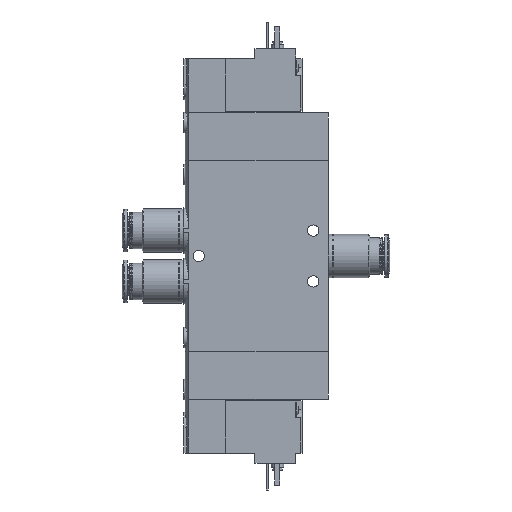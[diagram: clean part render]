
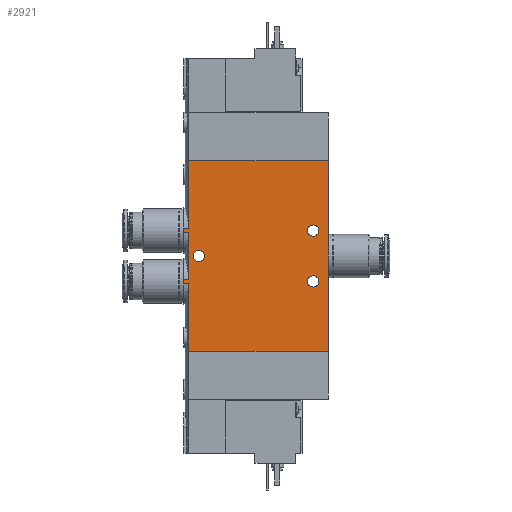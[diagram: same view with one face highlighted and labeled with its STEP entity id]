
A CAD part, left-side view. The second image highlights one B-rep face of the part: STEP entity #2921.
In plain terms, the highlighted face is planar.
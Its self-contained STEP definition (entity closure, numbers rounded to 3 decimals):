
#88=PLANE('',#3498);
#241=CIRCLE('',#3486,2.2);
#243=CIRCLE('',#3489,2.2);
#248=CIRCLE('',#3499,2.2);
#440=ORIENTED_EDGE('',*,*,#1195,.T.);
#441=ORIENTED_EDGE('',*,*,#1220,.T.);
#442=ORIENTED_EDGE('',*,*,#1211,.F.);
#443=ORIENTED_EDGE('',*,*,#1184,.T.);
#444=ORIENTED_EDGE('',*,*,#1197,.T.);
#445=ORIENTED_EDGE('',*,*,#1186,.T.);
#446=ORIENTED_EDGE('',*,*,#1215,.F.);
#447=ORIENTED_EDGE('',*,*,#1176,.T.);
#448=ORIENTED_EDGE('',*,*,#1200,.T.);
#449=ORIENTED_EDGE('',*,*,#1178,.T.);
#450=ORIENTED_EDGE('',*,*,#1207,.F.);
#451=ORIENTED_EDGE('',*,*,#1221,.F.);
#452=ORIENTED_EDGE('',*,*,#1205,.F.);
#453=ORIENTED_EDGE('',*,*,#1203,.F.);
#454=ORIENTED_EDGE('',*,*,#1222,.F.);
#1176=EDGE_CURVE('',#1577,#1576,#1862,.F.);
#1178=EDGE_CURVE('',#1578,#1579,#1863,.T.);
#1184=EDGE_CURVE('',#1585,#1584,#1866,.F.);
#1186=EDGE_CURVE('',#1586,#1587,#1867,.T.);
#1195=EDGE_CURVE('',#1596,#1595,#1871,.T.);
#1197=EDGE_CURVE('',#1584,#1586,#1873,.T.);
#1200=EDGE_CURVE('',#1576,#1578,#1875,.T.);
#1203=EDGE_CURVE('',#1599,#1599,#241,.F.);
#1205=EDGE_CURVE('',#1601,#1601,#243,.F.);
#1207=EDGE_CURVE('',#1603,#1579,#1877,.T.);
#1211=EDGE_CURVE('',#1585,#1606,#1879,.T.);
#1215=EDGE_CURVE('',#1577,#1587,#1881,.T.);
#1220=EDGE_CURVE('',#1595,#1606,#1885,.T.);
#1221=EDGE_CURVE('',#1596,#1603,#1886,.T.);
#1222=EDGE_CURVE('',#1610,#1610,#248,.F.);
#1576=VERTEX_POINT('',#4724);
#1577=VERTEX_POINT('',#4726);
#1578=VERTEX_POINT('',#4739);
#1579=VERTEX_POINT('',#4740);
#1584=VERTEX_POINT('',#4761);
#1585=VERTEX_POINT('',#4763);
#1586=VERTEX_POINT('',#4776);
#1587=VERTEX_POINT('',#4777);
#1595=VERTEX_POINT('',#4803);
#1596=VERTEX_POINT('',#4805);
#1599=VERTEX_POINT('',#4819);
#1601=VERTEX_POINT('',#4824);
#1603=VERTEX_POINT('',#4829);
#1606=VERTEX_POINT('',#4848);
#1610=VERTEX_POINT('',#4876);
#1862=LINE('',#4725,#2062);
#1863=LINE('',#4738,#2063);
#1866=LINE('',#4762,#2066);
#1867=LINE('',#4775,#2067);
#1871=LINE('',#4804,#2071);
#1873=LINE('',#4808,#2073);
#1875=LINE('',#4813,#2075);
#1877=LINE('',#4828,#2077);
#1879=LINE('',#4847,#2079);
#1881=LINE('',#4865,#2081);
#1885=LINE('',#4873,#2085);
#1886=LINE('',#4874,#2086);
#2062=VECTOR('',#3825,1000.);
#2063=VECTOR('',#3828,1000.);
#2066=VECTOR('',#3837,1000.);
#2067=VECTOR('',#3840,1000.);
#2071=VECTOR('',#3854,1000.);
#2073=VECTOR('',#3858,1000.);
#2075=VECTOR('',#3864,1000.);
#2077=VECTOR('',#3882,1000.);
#2079=VECTOR('',#3888,1000.);
#2081=VECTOR('',#3894,1000.);
#2085=VECTOR('',#3904,1000.);
#2086=VECTOR('',#3905,1000.);
#2286=EDGE_LOOP('',(#440,#441,#442,#443,#444,#445,#446,#447,#448,#449,#450,
#451));
#2287=EDGE_LOOP('',(#452));
#2288=EDGE_LOOP('',(#453));
#2289=EDGE_LOOP('',(#454));
#2573=FACE_BOUND('',#2286,.T.);
#2574=FACE_BOUND('',#2287,.T.);
#2575=FACE_BOUND('',#2288,.T.);
#2576=FACE_BOUND('',#2289,.T.);
#2921=ADVANCED_FACE('',(#2573,#2574,#2575,#2576),#88,.F.);
#3486=AXIS2_PLACEMENT_3D('',#4818,#3870,#3871);
#3489=AXIS2_PLACEMENT_3D('',#4823,#3876,#3877);
#3498=AXIS2_PLACEMENT_3D('',#4872,#3902,#3903);
#3499=AXIS2_PLACEMENT_3D('',#4875,#3906,#3907);
#3825=DIRECTION('',(0.,-1.,0.));
#3828=DIRECTION('',(0.,-1.,0.));
#3837=DIRECTION('',(0.,-1.,0.));
#3840=DIRECTION('',(0.,-1.,0.));
#3854=DIRECTION('',(-1.,0.,0.));
#3858=DIRECTION('',(1.,0.,0.));
#3864=DIRECTION('',(1.,0.,0.));
#3870=DIRECTION('',(0.,0.,1.));
#3871=DIRECTION('',(1.,0.,0.));
#3876=DIRECTION('',(0.,0.,1.));
#3877=DIRECTION('',(1.,0.,0.));
#3882=DIRECTION('',(-1.,0.,0.));
#3888=DIRECTION('',(-1.,0.,0.));
#3894=DIRECTION('',(-1.,0.,0.));
#3902=DIRECTION('',(0.,0.,1.));
#3903=DIRECTION('',(1.,0.,0.));
#3904=DIRECTION('',(0.,1.,0.));
#3905=DIRECTION('',(0.,1.,0.));
#3906=DIRECTION('',(0.,0.,1.));
#3907=DIRECTION('',(1.,0.,0.));
#4724=CARTESIAN_POINT('',(46.55,57.,-9.));
#4725=CARTESIAN_POINT('',(46.55,0.,-9.));
#4726=CARTESIAN_POINT('',(46.55,55.018,-9.));
#4738=CARTESIAN_POINT('',(48.45,0.,-9.));
#4739=CARTESIAN_POINT('',(48.45,57.,-9.));
#4740=CARTESIAN_POINT('',(48.45,55.018,-9.));
#4761=CARTESIAN_POINT('',(26.55,57.,-9.));
#4762=CARTESIAN_POINT('',(26.55,0.,-9.));
#4763=CARTESIAN_POINT('',(26.55,55.018,-9.));
#4775=CARTESIAN_POINT('',(28.45,0.,-9.));
#4776=CARTESIAN_POINT('',(28.45,57.,-9.));
#4777=CARTESIAN_POINT('',(28.45,55.018,-9.));
#4803=CARTESIAN_POINT('',(0.,0.,-9.));
#4804=CARTESIAN_POINT('',(75.,0.,-9.));
#4805=CARTESIAN_POINT('',(75.,0.,-9.));
#4808=CARTESIAN_POINT('',(27.5,57.,-9.));
#4813=CARTESIAN_POINT('',(47.5,57.,-9.));
#4818=CARTESIAN_POINT('',(27.5,6.,-9.));
#4819=CARTESIAN_POINT('',(29.7,6.,-9.));
#4823=CARTESIAN_POINT('',(47.5,6.,-9.));
#4824=CARTESIAN_POINT('',(49.7,6.,-9.));
#4828=CARTESIAN_POINT('',(75.,55.018,-9.));
#4829=CARTESIAN_POINT('',(75.,55.018,-9.));
#4847=CARTESIAN_POINT('',(75.,55.018,-9.));
#4848=CARTESIAN_POINT('',(0.,55.018,-9.));
#4865=CARTESIAN_POINT('',(75.,55.018,-9.));
#4872=CARTESIAN_POINT('',(75.,0.,-9.));
#4873=CARTESIAN_POINT('',(0.,0.,-9.));
#4874=CARTESIAN_POINT('',(75.,0.,-9.));
#4875=CARTESIAN_POINT('',(37.5,51.,-9.));
#4876=CARTESIAN_POINT('',(39.7,51.,-9.));
